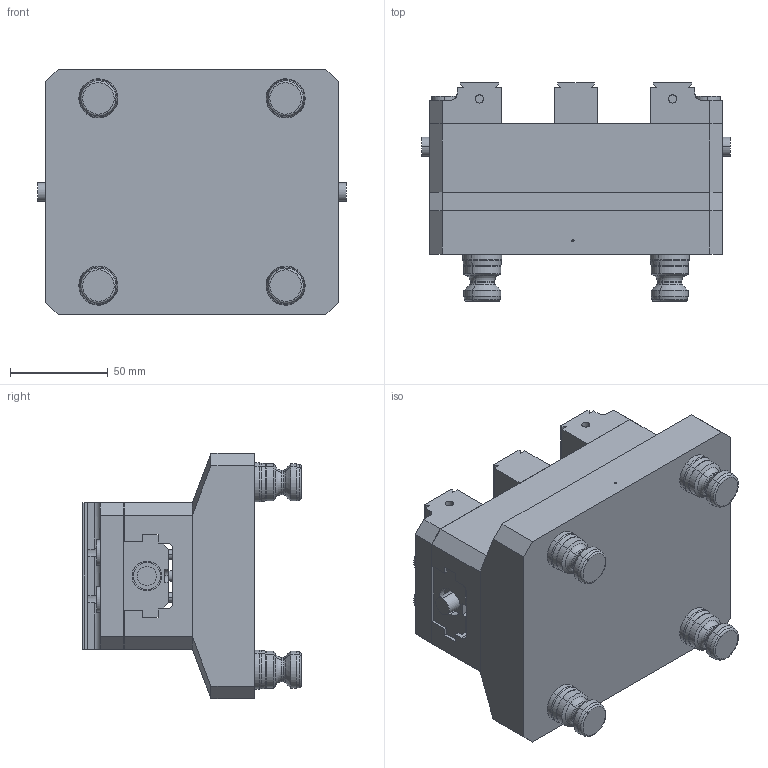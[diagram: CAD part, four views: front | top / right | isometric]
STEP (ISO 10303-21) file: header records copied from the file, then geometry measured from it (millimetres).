
FILE_DESCRIPTION (( 'STEP AP214' ), '1' );
FILE_NAME ('D_R96-DV75150X-J1.STEP', '2020-03-13T21:49:57', ( '' ), ( '' ), 'SwSTEP 2.0', 'SolidWorks 2018', '' );
FILE_SCHEMA (( 'AUTOMOTIVE_DESIGN' ));
Length unit declared in the file: millimetre
Products named in the file (9): D_V75100X-2RDV; D_PS20F_HARD TURN; D_DV75150X-J1; D_V75-5CDV; D_R96-DV75150X-J1; D_R96-V75150-1; D_V75100X-5; D_V75100X-2; D_DV75150X-1
Assembly tree (12 placements, depth 3):
  D_R96-DV75150X-J1
    D_R96-V75150-1
    D_PS20F_HARD TURN  x4
    D_DV75150X-J1
      D_DV75150X-1
      D_V75100X-2RDV
      D_V75100X-2
      D_V75100X-5  x2
      D_V75-5CDV
Bounding box: 158 x 111.88 x 125.73 mm (x, y, z)
Volume: 1003921.8 mm3; surface area: 179274.9 mm2
Topology: 12 solids, 12 shells, 581 faces, 1282 edges, 804 vertices
Faces by surface type: cylinder 232, plane 231, torus 64, cone 54
Entity records: 12436 total; most frequent: DIRECTION 2136, CARTESIAN_POINT 1986, ORIENTED_EDGE 1812, EDGE_CURVE 906, AXIS2_PLACEMENT_3D 814, VERTEX_POINT 588, LINE 508, VECTOR 508
